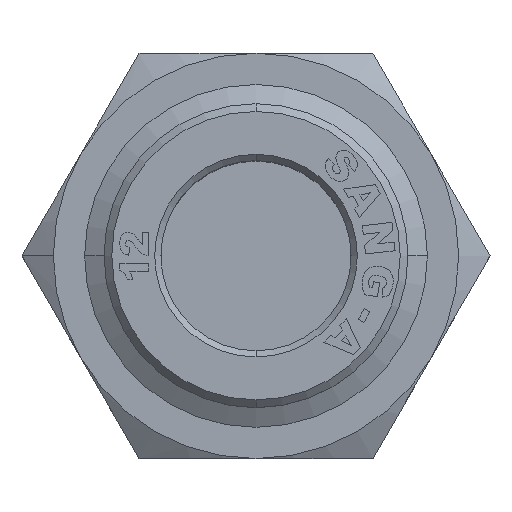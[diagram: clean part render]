
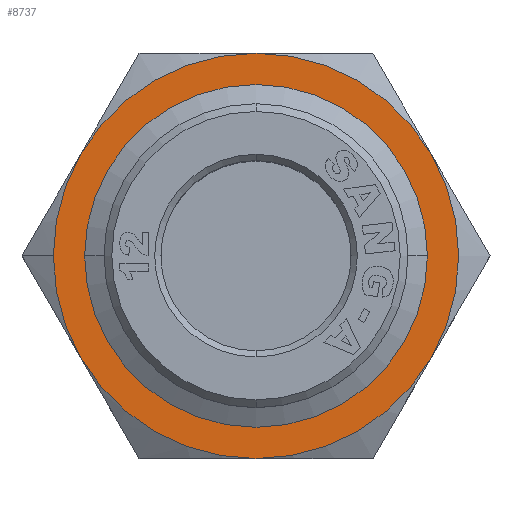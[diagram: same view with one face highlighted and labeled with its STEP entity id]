
A CAD part, top view. The second image highlights one B-rep face of the part: STEP entity #8737.
In plain terms, the highlighted face is planar.
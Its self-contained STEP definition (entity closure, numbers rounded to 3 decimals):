
#226 = AXIS2_PLACEMENT_3D ( 'NONE', #2837, #10390, #8200 ) ;
#577 = DIRECTION ( 'NONE',  ( 1., 0., 0. ) ) ;
#624 = CARTESIAN_POINT ( 'NONE',  ( -17.18, 0., 0. ) ) ;
#634 = DIRECTION ( 'NONE',  ( 0., 0., -1. ) ) ;
#682 = DIRECTION ( 'NONE',  ( -1., 0., 0. ) ) ;
#698 = VERTEX_POINT ( 'NONE', #2678 ) ;
#760 = ORIENTED_EDGE ( 'NONE', *, *, #11235, .F. ) ;
#931 = EDGE_LOOP ( 'NONE', ( #13677, #4510, #760, #12782, #6816, #12300, #12231 ) ) ;
#977 = DIRECTION ( 'NONE',  ( 1., 0., 0. ) ) ;
#1098 = CARTESIAN_POINT ( 'NONE',  ( -17.18, 0., -10.993 ) ) ;
#1291 = DIRECTION ( 'NONE',  ( 0., 0., -1. ) ) ;
#1717 = CARTESIAN_POINT ( 'NONE',  ( -17.18, -13., 0. ) ) ;
#1910 = DIRECTION ( 'NONE',  ( 0., 0., -1. ) ) ;
#1990 = CARTESIAN_POINT ( 'NONE',  ( -17.18, 13., 0. ) ) ;
#2019 = DIRECTION ( 'NONE',  ( 0., 0., -1. ) ) ;
#2502 = ORIENTED_EDGE ( 'NONE', *, *, #9771, .F. ) ;
#2678 = CARTESIAN_POINT ( 'NONE',  ( -17.18, 0., -13. ) ) ;
#2723 = CARTESIAN_POINT ( 'NONE',  ( -17.18, 0., 0. ) ) ;
#2837 = CARTESIAN_POINT ( 'NONE',  ( -17.18, 0., 0. ) ) ;
#2910 = CARTESIAN_POINT ( 'NONE',  ( -17.18, -6.5, -11.258 ) ) ;
#2963 = DIRECTION ( 'NONE',  ( -1., 0., 0. ) ) ;
#2975 = CARTESIAN_POINT ( 'NONE',  ( -17.18, 0., 0. ) ) ;
#2980 = VERTEX_POINT ( 'NONE', #4309 ) ;
#3105 = CIRCLE ( 'NONE', #7881, 10.993 ) ;
#3159 = CIRCLE ( 'NONE', #226, 13. ) ;
#3203 = ORIENTED_EDGE ( 'NONE', *, *, #3650, .F. ) ;
#3307 = EDGE_CURVE ( 'NONE', #10005, #11495, #12181, .T. ) ;
#3650 = EDGE_CURVE ( 'NONE', #4424, #7257, #3105, .T. ) ;
#3743 = CIRCLE ( 'NONE', #4926, 13. ) ;
#3826 = CARTESIAN_POINT ( 'NONE',  ( -17.18, 0., 10.993 ) ) ;
#4029 = CIRCLE ( 'NONE', #5132, 13. ) ;
#4118 = AXIS2_PLACEMENT_3D ( 'NONE', #624, #577, #13543 ) ;
#4156 = FACE_OUTER_BOUND ( 'NONE', #931, .T. ) ;
#4309 = CARTESIAN_POINT ( 'NONE',  ( -17.18, -6.5, 11.258 ) ) ;
#4329 = FACE_BOUND ( 'NONE', #9600, .T. ) ;
#4424 = VERTEX_POINT ( 'NONE', #3826 ) ;
#4510 = ORIENTED_EDGE ( 'NONE', *, *, #8527, .F. ) ;
#4552 = AXIS2_PLACEMENT_3D ( 'NONE', #2723, #13385, #10026 ) ;
#4757 = DIRECTION ( 'NONE',  ( 0., 0., -1. ) ) ;
#4926 = AXIS2_PLACEMENT_3D ( 'NONE', #2975, #5070, #8154 ) ;
#5070 = DIRECTION ( 'NONE',  ( 1., 0., 0. ) ) ;
#5132 = AXIS2_PLACEMENT_3D ( 'NONE', #7651, #8939, #1291 ) ;
#5287 = PLANE ( 'NONE',  #7404 ) ;
#5910 = DIRECTION ( 'NONE',  ( 1., 0., 0. ) ) ;
#6049 = CARTESIAN_POINT ( 'NONE',  ( -17.18, 0., 0. ) ) ;
#6809 = CIRCLE ( 'NONE', #12215, 10.993 ) ;
#6816 = ORIENTED_EDGE ( 'NONE', *, *, #11999, .F. ) ;
#7093 = CIRCLE ( 'NONE', #4552, 13. ) ;
#7257 = VERTEX_POINT ( 'NONE', #1098 ) ;
#7404 = AXIS2_PLACEMENT_3D ( 'NONE', #11814, #977, #2019 ) ;
#7502 = CIRCLE ( 'NONE', #12561, 13. ) ;
#7651 = CARTESIAN_POINT ( 'NONE',  ( -17.18, 0., 0. ) ) ;
#7773 = EDGE_CURVE ( 'NONE', #11495, #9312, #4029, .T. ) ;
#7881 = AXIS2_PLACEMENT_3D ( 'NONE', #13576, #2963, #1910 ) ;
#8151 = DIRECTION ( 'NONE',  ( 1., 0., 0. ) ) ;
#8154 = DIRECTION ( 'NONE',  ( 0., 0., -1. ) ) ;
#8200 = DIRECTION ( 'NONE',  ( 0., 0., -1. ) ) ;
#8527 = EDGE_CURVE ( 'NONE', #698, #10005, #7502, .T. ) ;
#8579 = EDGE_CURVE ( 'NONE', #9312, #2980, #10041, .T. ) ;
#8592 = EDGE_CURVE ( 'NONE', #11382, #12586, #3159, .T. ) ;
#8737 = ADVANCED_FACE ( 'NONE', ( #4329, #4156 ), #5287, .F. ) ;
#8939 = DIRECTION ( 'NONE',  ( 1., 0., 0. ) ) ;
#8978 = CARTESIAN_POINT ( 'NONE',  ( -17.18, 6.5, -11.258 ) ) ;
#9312 = VERTEX_POINT ( 'NONE', #12679 ) ;
#9600 = EDGE_LOOP ( 'NONE', ( #2502, #3203 ) ) ;
#9771 = EDGE_CURVE ( 'NONE', #7257, #4424, #6809, .T. ) ;
#10005 = VERTEX_POINT ( 'NONE', #8978 ) ;
#10026 = DIRECTION ( 'NONE',  ( 0., 0., -1. ) ) ;
#10041 = CIRCLE ( 'NONE', #12305, 13. ) ;
#10264 = CARTESIAN_POINT ( 'NONE',  ( -17.18, 0., 0. ) ) ;
#10390 = DIRECTION ( 'NONE',  ( 1., 0., 0. ) ) ;
#10486 = DIRECTION ( 'NONE',  ( 0., 0., -1. ) ) ;
#11235 = EDGE_CURVE ( 'NONE', #12586, #698, #7093, .T. ) ;
#11382 = VERTEX_POINT ( 'NONE', #1717 ) ;
#11495 = VERTEX_POINT ( 'NONE', #1990 ) ;
#11814 = CARTESIAN_POINT ( 'NONE',  ( -17.18, 0., 0. ) ) ;
#11999 = EDGE_CURVE ( 'NONE', #2980, #11382, #3743, .T. ) ;
#12181 = CIRCLE ( 'NONE', #4118, 13. ) ;
#12215 = AXIS2_PLACEMENT_3D ( 'NONE', #10264, #682, #634 ) ;
#12231 = ORIENTED_EDGE ( 'NONE', *, *, #7773, .F. ) ;
#12300 = ORIENTED_EDGE ( 'NONE', *, *, #8579, .F. ) ;
#12305 = AXIS2_PLACEMENT_3D ( 'NONE', #6049, #8151, #10486 ) ;
#12364 = CARTESIAN_POINT ( 'NONE',  ( -17.18, 0., 0. ) ) ;
#12561 = AXIS2_PLACEMENT_3D ( 'NONE', #12364, #5910, #4757 ) ;
#12586 = VERTEX_POINT ( 'NONE', #2910 ) ;
#12679 = CARTESIAN_POINT ( 'NONE',  ( -17.18, 6.5, 11.258 ) ) ;
#12782 = ORIENTED_EDGE ( 'NONE', *, *, #8592, .F. ) ;
#13385 = DIRECTION ( 'NONE',  ( 1., 0., 0. ) ) ;
#13543 = DIRECTION ( 'NONE',  ( 0., 0., -1. ) ) ;
#13576 = CARTESIAN_POINT ( 'NONE',  ( -17.18, 0., 0. ) ) ;
#13677 = ORIENTED_EDGE ( 'NONE', *, *, #3307, .F. ) ;
